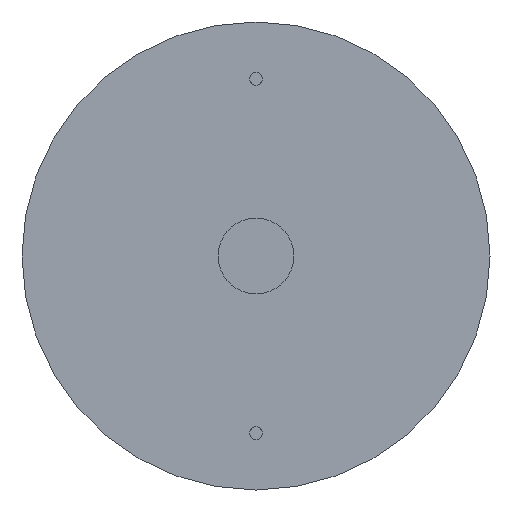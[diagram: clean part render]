
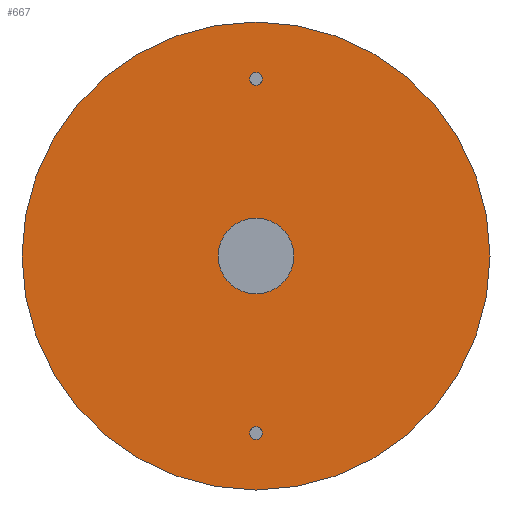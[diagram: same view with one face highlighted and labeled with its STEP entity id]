
A CAD part, front view. The second image highlights one B-rep face of the part: STEP entity #667.
In plain terms, the highlighted planar face has unit normal (0, -1, 0).
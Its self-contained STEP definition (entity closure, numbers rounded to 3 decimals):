
#55=PLANE($,#765);
#132=FACE_OUTER_BOUND($,#208,.T.);
#208=EDGE_LOOP($,(#518));
#322=CIRCLE($,#764,92.5);
#384=VERTEX_POINT($,#1173);
#446=EDGE_CURVE($,#384,#384,#322,.T.);
#518=ORIENTED_EDGE($,*,*,#446,.T.);
#667=ADVANCED_FACE($,(#132),#55,.T.);
#764=AXIS2_PLACEMENT_3D($,#1174,#922,#923);
#765=AXIS2_PLACEMENT_3D($,#1175,#924,#925);
#922=DIRECTION('center_axis',(0.,-1.,0.));
#923=DIRECTION('ref_axis',(1.,0.,0.));
#924=DIRECTION('center_axis',(0.,-1.,0.));
#925=DIRECTION('ref_axis',(1.,0.,0.));
#1173=CARTESIAN_POINT('',(92.5,-110.,0.));
#1174=CARTESIAN_POINT('Origin',(0.,-110.,0.));
#1175=CARTESIAN_POINT('Origin',(0.,-110.,0.));
